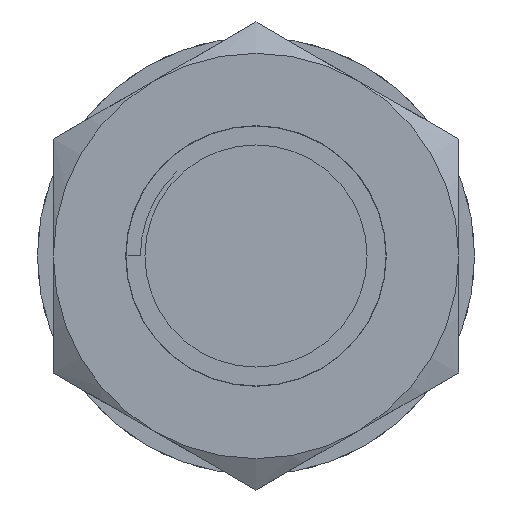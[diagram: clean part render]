
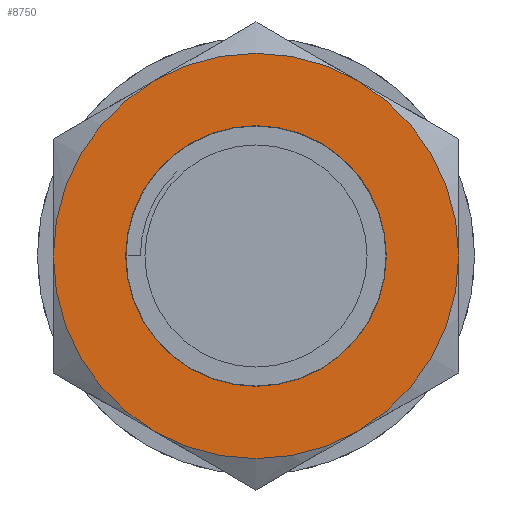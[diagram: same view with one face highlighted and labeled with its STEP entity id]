
A CAD part, left-side view. The second image highlights one B-rep face of the part: STEP entity #8750.
In plain terms, the highlighted face is planar.
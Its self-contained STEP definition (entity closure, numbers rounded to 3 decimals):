
#215=FACE_BOUND('',#2278,.T.);
#361=PLANE('',#9748);
#778=CIRCLE('',#9715,6.108);
#785=CIRCLE('',#9737,9.5);
#786=CIRCLE('',#9739,9.5);
#787=CIRCLE('',#9741,9.5);
#788=CIRCLE('',#9743,9.5);
#789=CIRCLE('',#9745,9.5);
#790=CIRCLE('',#9747,9.5);
#1803=FACE_OUTER_BOUND('',#2277,.T.);
#2277=EDGE_LOOP('',(#7519,#7520,#7521,#7522,#7523,#7524));
#2278=EDGE_LOOP('',(#7525));
#3627=VERTEX_POINT('',#41086);
#3635=VERTEX_POINT('',#41177);
#3640=VERTEX_POINT('',#41197);
#3643=VERTEX_POINT('',#41214);
#3646=VERTEX_POINT('',#41231);
#3649=VERTEX_POINT('',#41248);
#3651=VERTEX_POINT('',#41264);
#4928=EDGE_CURVE('',#3627,#3627,#778,.T.);
#4967=EDGE_CURVE('',#3651,#3635,#785,.T.);
#4968=EDGE_CURVE('',#3649,#3651,#786,.T.);
#4969=EDGE_CURVE('',#3646,#3649,#787,.T.);
#4970=EDGE_CURVE('',#3646,#3643,#788,.T.);
#4971=EDGE_CURVE('',#3640,#3643,#789,.T.);
#4972=EDGE_CURVE('',#3635,#3640,#790,.T.);
#7519=ORIENTED_EDGE('',*,*,#4972,.F.);
#7520=ORIENTED_EDGE('',*,*,#4967,.F.);
#7521=ORIENTED_EDGE('',*,*,#4968,.F.);
#7522=ORIENTED_EDGE('',*,*,#4969,.F.);
#7523=ORIENTED_EDGE('',*,*,#4970,.T.);
#7524=ORIENTED_EDGE('',*,*,#4971,.F.);
#7525=ORIENTED_EDGE('',*,*,#4928,.F.);
#8750=ADVANCED_FACE('',(#1803,#215),#361,.F.);
#9715=AXIS2_PLACEMENT_3D('',#41088,#11327,#11328);
#9737=AXIS2_PLACEMENT_3D('',#41284,#11377,#11378);
#9739=AXIS2_PLACEMENT_3D('',#41286,#11381,#11382);
#9741=AXIS2_PLACEMENT_3D('',#41288,#11385,#11386);
#9743=AXIS2_PLACEMENT_3D('',#41290,#11389,#11390);
#9745=AXIS2_PLACEMENT_3D('',#41292,#11393,#11394);
#9747=AXIS2_PLACEMENT_3D('',#41294,#11397,#11398);
#9748=AXIS2_PLACEMENT_3D('',#41295,#11399,#11400);
#11327=DIRECTION('center_axis',(0.,0.,-1.));
#11328=DIRECTION('ref_axis',(-1.,0.,0.));
#11377=DIRECTION('center_axis',(0.,0.,1.));
#11378=DIRECTION('ref_axis',(1.,0.,0.));
#11381=DIRECTION('center_axis',(0.,0.,1.));
#11382=DIRECTION('ref_axis',(1.,0.,0.));
#11385=DIRECTION('center_axis',(0.,0.,1.));
#11386=DIRECTION('ref_axis',(1.,0.,0.));
#11389=DIRECTION('center_axis',(0.,0.,-1.));
#11390=DIRECTION('ref_axis',(-1.,0.,0.));
#11393=DIRECTION('center_axis',(0.,0.,1.));
#11394=DIRECTION('ref_axis',(1.,0.,0.));
#11397=DIRECTION('center_axis',(0.,0.,1.));
#11398=DIRECTION('ref_axis',(1.,0.,0.));
#11399=DIRECTION('center_axis',(0.,0.,1.));
#11400=DIRECTION('ref_axis',(1.,0.,0.));
#41086=CARTESIAN_POINT('',(6.108,0.,-3.));
#41088=CARTESIAN_POINT('Origin',(0.,0.,-3.));
#41177=CARTESIAN_POINT('',(9.5,0.,-3.));
#41197=CARTESIAN_POINT('',(4.75,8.227,-3.));
#41214=CARTESIAN_POINT('',(-4.75,8.227,-3.));
#41231=CARTESIAN_POINT('',(-9.5,0.,-3.));
#41248=CARTESIAN_POINT('',(-4.75,-8.227,-3.));
#41264=CARTESIAN_POINT('',(4.75,-8.227,-3.));
#41284=CARTESIAN_POINT('Origin',(0.,0.,-3.));
#41286=CARTESIAN_POINT('Origin',(0.,0.,-3.));
#41288=CARTESIAN_POINT('Origin',(0.,0.,-3.));
#41290=CARTESIAN_POINT('Origin',(0.,0.,-3.));
#41292=CARTESIAN_POINT('Origin',(0.,0.,-3.));
#41294=CARTESIAN_POINT('Origin',(0.,0.,-3.));
#41295=CARTESIAN_POINT('Origin',(0.,0.,-3.));
